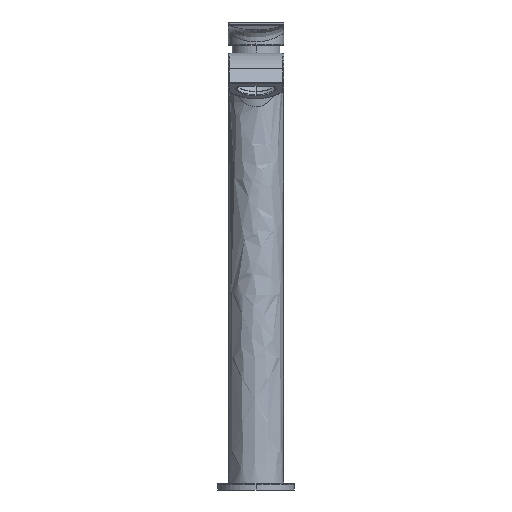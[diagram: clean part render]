
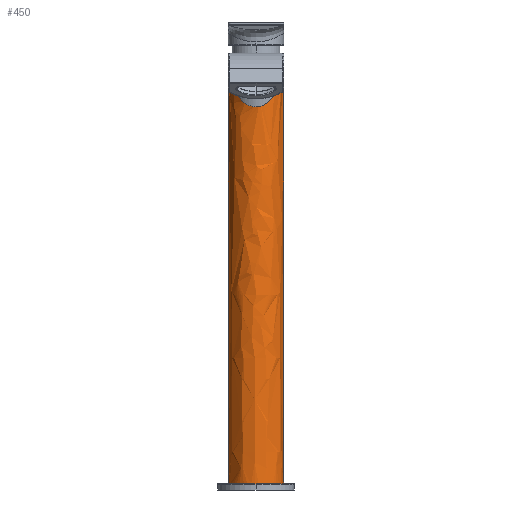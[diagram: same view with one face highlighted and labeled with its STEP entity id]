
A CAD part, left-side view. The second image highlights one B-rep face of the part: STEP entity #450.
In plain terms, the highlighted free-form (B-spline) face has degree [2, 1] with [9, 2] control points.
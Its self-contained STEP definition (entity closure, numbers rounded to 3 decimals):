
#62=(
BOUNDED_SURFACE()
B_SPLINE_SURFACE(2,1,((#6423,#6424),(#6425,#6426),(#6427,#6428),(#6429,
#6430),(#6431,#6432),(#6433,#6434),(#6435,#6436),(#6437,#6438),(#6439,#6440)),
 .UNSPECIFIED.,.T.,.F.,.F.)
B_SPLINE_SURFACE_WITH_KNOTS((3,2,2,2,3),(2,2),(0.,1.571,3.142,
4.712,6.283),(0.,318.383),.UNSPECIFIED.)
GEOMETRIC_REPRESENTATION_ITEM()
RATIONAL_B_SPLINE_SURFACE(((1.,1.),(0.707,0.707),
(1.,1.),(0.707,0.707),(1.,1.),(0.707,
0.707),(1.,1.),(0.707,0.707),(1.,1.)))
REPRESENTATION_ITEM('')
SURFACE()
);
#450=ADVANCED_FACE('',(#716),#62,.T.);
#716=FACE_OUTER_BOUND('',#968,.T.);
#968=EDGE_LOOP('',(#1347,#1348,#1349,#1350));
#1347=ORIENTED_EDGE('',*,*,#2601,.F.);
#1348=ORIENTED_EDGE('',*,*,#2600,.T.);
#1349=ORIENTED_EDGE('',*,*,#2602,.F.);
#1350=ORIENTED_EDGE('',*,*,#2603,.T.);
#2600=EDGE_CURVE('',#4165,#4164,#3652,.T.);
#2601=EDGE_CURVE('',#4165,#4167,#3653,.T.);
#2602=EDGE_CURVE('',#4166,#4164,#3654,.T.);
#2603=EDGE_CURVE('',#4166,#4167,#3327,.T.);
#3327=(
BOUNDED_CURVE()
B_SPLINE_CURVE(2,(#6467,#6468,#6469,#6470,#6471),.UNSPECIFIED.,.F.,.F.)
B_SPLINE_CURVE_WITH_KNOTS((3,2,3),(0.,28.274,56.549),
 .UNSPECIFIED.)
CURVE()
GEOMETRIC_REPRESENTATION_ITEM()
RATIONAL_B_SPLINE_CURVE((1.,0.707,1.,0.707,1.))
REPRESENTATION_ITEM('')
);
#3652=B_SPLINE_CURVE_WITH_KNOTS('',3,(#6445,#6446,#6447,#6448,#6449,#6450,
#6451,#6452,#6453,#6454,#6455,#6456,#6457,#6458,#6459,#6460,#6461,#6462),
 .UNSPECIFIED.,.F.,.F.,(4,2,2,2,2,2,2,2,4),(-1.,-0.875,-0.75,-0.625,-0.5,
-0.375,-0.25,-0.125,0.),.UNSPECIFIED.);
#3653=B_SPLINE_CURVE_WITH_KNOTS('',1,(#6463,#6464),.UNSPECIFIED.,.F.,.F.,
(2,2),(0.,264.596),.UNSPECIFIED.);
#3654=B_SPLINE_CURVE_WITH_KNOTS('',1,(#6465,#6466),.UNSPECIFIED.,.F.,.F.,
(2,2),(-264.596,0.),.UNSPECIFIED.);
#4164=VERTEX_POINT('',#6441);
#4165=VERTEX_POINT('',#6442);
#4166=VERTEX_POINT('',#6443);
#4167=VERTEX_POINT('',#6444);
#6423=CARTESIAN_POINT('',(141.793,-168.408,271.897));
#6424=CARTESIAN_POINT('',(141.793,-168.408,-46.486));
#6425=CARTESIAN_POINT('',(141.793,-186.408,271.897));
#6426=CARTESIAN_POINT('',(141.793,-186.408,-46.486));
#6427=CARTESIAN_POINT('',(123.793,-186.408,271.897));
#6428=CARTESIAN_POINT('',(123.793,-186.408,-46.486));
#6429=CARTESIAN_POINT('',(105.793,-186.408,271.897));
#6430=CARTESIAN_POINT('',(105.793,-186.408,-46.486));
#6431=CARTESIAN_POINT('',(105.793,-168.408,271.897));
#6432=CARTESIAN_POINT('',(105.793,-168.408,-46.486));
#6433=CARTESIAN_POINT('',(105.793,-150.408,271.897));
#6434=CARTESIAN_POINT('',(105.793,-150.408,-46.486));
#6435=CARTESIAN_POINT('',(123.793,-150.408,271.897));
#6436=CARTESIAN_POINT('',(123.793,-150.408,-46.486));
#6437=CARTESIAN_POINT('',(141.793,-150.408,271.897));
#6438=CARTESIAN_POINT('',(141.793,-150.408,-46.486));
#6439=CARTESIAN_POINT('',(141.793,-168.408,271.897));
#6440=CARTESIAN_POINT('',(141.793,-168.408,-46.486));
#6441=CARTESIAN_POINT('',(123.793,-150.408,245.003));
#6442=CARTESIAN_POINT('',(123.793,-186.408,245.003));
#6443=CARTESIAN_POINT('',(123.793,-150.408,-19.592));
#6444=CARTESIAN_POINT('',(123.793,-186.408,-19.592));
#6445=CARTESIAN_POINT('',(123.793,-186.408,245.003));
#6446=CARTESIAN_POINT('',(121.265,-186.408,245.003));
#6447=CARTESIAN_POINT('',(118.843,-185.866,243.319));
#6448=CARTESIAN_POINT('',(114.627,-184.069,239.024));
#6449=CARTESIAN_POINT('',(112.781,-182.824,236.468));
#6450=CARTESIAN_POINT('',(109.575,-179.672,231.718));
#6451=CARTESIAN_POINT('',(108.23,-177.762,229.512));
#6452=CARTESIAN_POINT('',(106.329,-173.381,226.342));
#6453=CARTESIAN_POINT('',(105.79,-170.878,225.403));
#6454=CARTESIAN_POINT('',(105.795,-165.901,225.412));
#6455=CARTESIAN_POINT('',(106.335,-163.411,226.352));
#6456=CARTESIAN_POINT('',(108.256,-159.008,229.555));
#6457=CARTESIAN_POINT('',(109.593,-157.123,231.745));
#6458=CARTESIAN_POINT('',(112.8,-153.979,236.494));
#6459=CARTESIAN_POINT('',(114.633,-152.745,239.032));
#6460=CARTESIAN_POINT('',(118.856,-150.947,243.329));
#6461=CARTESIAN_POINT('',(121.27,-150.408,245.003));
#6462=CARTESIAN_POINT('',(123.793,-150.408,245.003));
#6463=CARTESIAN_POINT('',(123.793,-186.408,245.003));
#6464=CARTESIAN_POINT('',(123.793,-186.408,-19.592));
#6465=CARTESIAN_POINT('',(123.793,-150.408,-19.592));
#6466=CARTESIAN_POINT('',(123.793,-150.408,245.003));
#6467=CARTESIAN_POINT('',(123.793,-150.408,-19.592));
#6468=CARTESIAN_POINT('',(105.793,-150.408,-19.592));
#6469=CARTESIAN_POINT('',(105.793,-168.408,-19.592));
#6470=CARTESIAN_POINT('',(105.793,-186.408,-19.592));
#6471=CARTESIAN_POINT('',(123.793,-186.408,-19.592));
